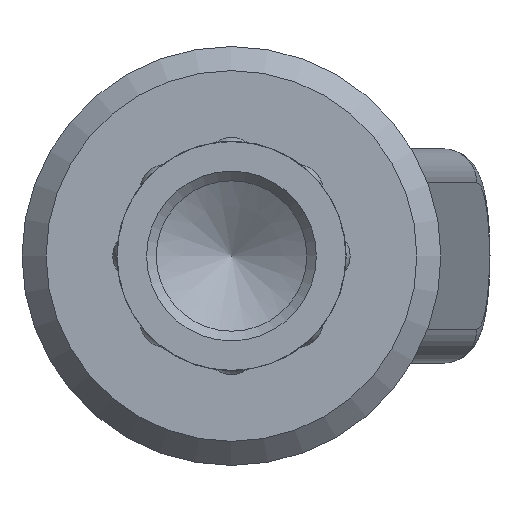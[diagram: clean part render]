
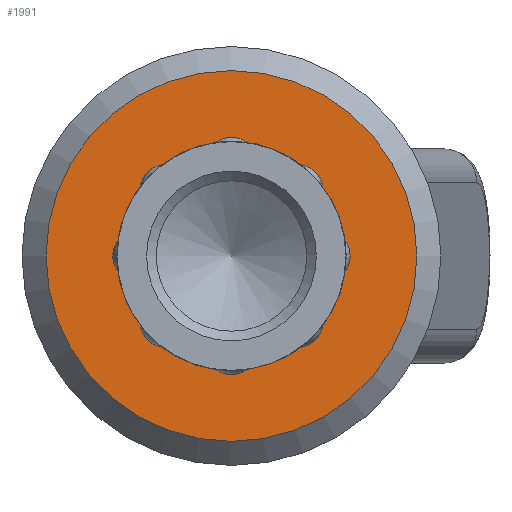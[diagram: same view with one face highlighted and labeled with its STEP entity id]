
A CAD part, left-side view. The second image highlights one B-rep face of the part: STEP entity #1991.
In plain terms, the highlighted planar face has unit normal (-1, 0, 0).
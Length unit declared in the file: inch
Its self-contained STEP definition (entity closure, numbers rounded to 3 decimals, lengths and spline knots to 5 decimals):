
#389=PLANE('',#2187);
#474=FACE_BOUND('',#731,.T.);
#580=FACE_OUTER_BOUND('',#730,.T.);
#730=EDGE_LOOP('',(#1682));
#731=EDGE_LOOP('',(#1683,#1684,#1685,#1686,#1687,#1688,#1689,#1690,#1691,
#1692,#1693,#1694,#1695,#1696,#1697,#1698));
#901=CIRCLE('',#2186,0.10648);
#902=CIRCLE('',#2188,0.77);
#903=CIRCLE('',#2189,0.475);
#904=CIRCLE('',#2190,0.10648);
#905=CIRCLE('',#2191,0.475);
#906=CIRCLE('',#2192,0.10648);
#907=CIRCLE('',#2193,0.475);
#908=CIRCLE('',#2194,0.10648);
#909=CIRCLE('',#2195,0.475);
#910=CIRCLE('',#2196,0.10648);
#911=CIRCLE('',#2197,0.475);
#912=CIRCLE('',#2198,0.10648);
#913=CIRCLE('',#2199,0.475);
#914=CIRCLE('',#2200,0.10648);
#915=CIRCLE('',#2201,0.475);
#916=CIRCLE('',#2202,0.10648);
#917=CIRCLE('',#2203,0.475);
#1060=VERTEX_POINT('',#3337);
#1061=VERTEX_POINT('',#3338);
#1062=VERTEX_POINT('',#3355);
#1063=VERTEX_POINT('',#3357);
#1064=VERTEX_POINT('',#3359);
#1065=VERTEX_POINT('',#3361);
#1066=VERTEX_POINT('',#3363);
#1067=VERTEX_POINT('',#3365);
#1068=VERTEX_POINT('',#3367);
#1069=VERTEX_POINT('',#3369);
#1070=VERTEX_POINT('',#3371);
#1071=VERTEX_POINT('',#3373);
#1072=VERTEX_POINT('',#3375);
#1073=VERTEX_POINT('',#3377);
#1074=VERTEX_POINT('',#3379);
#1075=VERTEX_POINT('',#3381);
#1076=VERTEX_POINT('',#3383);
#1290=EDGE_CURVE('',#1061,#1060,#901,.T.);
#1291=EDGE_CURVE('',#1062,#1062,#902,.T.);
#1292=EDGE_CURVE('',#1063,#1060,#903,.T.);
#1293=EDGE_CURVE('',#1063,#1064,#904,.T.);
#1294=EDGE_CURVE('',#1065,#1064,#905,.T.);
#1295=EDGE_CURVE('',#1065,#1066,#906,.T.);
#1296=EDGE_CURVE('',#1067,#1066,#907,.T.);
#1297=EDGE_CURVE('',#1067,#1068,#908,.T.);
#1298=EDGE_CURVE('',#1069,#1068,#909,.T.);
#1299=EDGE_CURVE('',#1069,#1070,#910,.T.);
#1300=EDGE_CURVE('',#1071,#1070,#911,.T.);
#1301=EDGE_CURVE('',#1071,#1072,#912,.T.);
#1302=EDGE_CURVE('',#1073,#1072,#913,.T.);
#1303=EDGE_CURVE('',#1073,#1074,#914,.T.);
#1304=EDGE_CURVE('',#1075,#1074,#915,.T.);
#1305=EDGE_CURVE('',#1075,#1076,#916,.T.);
#1306=EDGE_CURVE('',#1061,#1076,#917,.T.);
#1682=ORIENTED_EDGE('',*,*,#1291,.F.);
#1683=ORIENTED_EDGE('',*,*,#1290,.T.);
#1684=ORIENTED_EDGE('',*,*,#1292,.F.);
#1685=ORIENTED_EDGE('',*,*,#1293,.T.);
#1686=ORIENTED_EDGE('',*,*,#1294,.F.);
#1687=ORIENTED_EDGE('',*,*,#1295,.T.);
#1688=ORIENTED_EDGE('',*,*,#1296,.F.);
#1689=ORIENTED_EDGE('',*,*,#1297,.T.);
#1690=ORIENTED_EDGE('',*,*,#1298,.F.);
#1691=ORIENTED_EDGE('',*,*,#1299,.T.);
#1692=ORIENTED_EDGE('',*,*,#1300,.F.);
#1693=ORIENTED_EDGE('',*,*,#1301,.T.);
#1694=ORIENTED_EDGE('',*,*,#1302,.F.);
#1695=ORIENTED_EDGE('',*,*,#1303,.T.);
#1696=ORIENTED_EDGE('',*,*,#1304,.F.);
#1697=ORIENTED_EDGE('',*,*,#1305,.T.);
#1698=ORIENTED_EDGE('',*,*,#1306,.F.);
#1991=ADVANCED_FACE('',(#580,#474),#389,.T.);
#2186=AXIS2_PLACEMENT_3D('',#3353,#2642,#2643);
#2187=AXIS2_PLACEMENT_3D('',#3354,#2644,#2645);
#2188=AXIS2_PLACEMENT_3D('',#3356,#2646,#2647);
#2189=AXIS2_PLACEMENT_3D('',#3358,#2648,#2649);
#2190=AXIS2_PLACEMENT_3D('',#3360,#2650,#2651);
#2191=AXIS2_PLACEMENT_3D('',#3362,#2652,#2653);
#2192=AXIS2_PLACEMENT_3D('',#3364,#2654,#2655);
#2193=AXIS2_PLACEMENT_3D('',#3366,#2656,#2657);
#2194=AXIS2_PLACEMENT_3D('',#3368,#2658,#2659);
#2195=AXIS2_PLACEMENT_3D('',#3370,#2660,#2661);
#2196=AXIS2_PLACEMENT_3D('',#3372,#2662,#2663);
#2197=AXIS2_PLACEMENT_3D('',#3374,#2664,#2665);
#2198=AXIS2_PLACEMENT_3D('',#3376,#2666,#2667);
#2199=AXIS2_PLACEMENT_3D('',#3378,#2668,#2669);
#2200=AXIS2_PLACEMENT_3D('',#3380,#2670,#2671);
#2201=AXIS2_PLACEMENT_3D('',#3382,#2672,#2673);
#2202=AXIS2_PLACEMENT_3D('',#3384,#2674,#2675);
#2203=AXIS2_PLACEMENT_3D('',#3385,#2676,#2677);
#2642=DIRECTION('center_axis',(1.,0.,0.));
#2643=DIRECTION('ref_axis',(0.,0.,-1.));
#2644=DIRECTION('center_axis',(-1.,0.,0.));
#2645=DIRECTION('ref_axis',(0.,0.,-1.));
#2646=DIRECTION('center_axis',(1.,0.,0.));
#2647=DIRECTION('ref_axis',(0.,-1.,0.));
#2648=DIRECTION('center_axis',(-1.,0.,0.));
#2649=DIRECTION('ref_axis',(0.,-1.,0.));
#2650=DIRECTION('center_axis',(1.,0.,0.));
#2651=DIRECTION('ref_axis',(0.,0.,-1.));
#2652=DIRECTION('center_axis',(-1.,0.,0.));
#2653=DIRECTION('ref_axis',(0.,-1.,0.));
#2654=DIRECTION('center_axis',(1.,0.,0.));
#2655=DIRECTION('ref_axis',(0.,0.,-1.));
#2656=DIRECTION('center_axis',(-1.,0.,0.));
#2657=DIRECTION('ref_axis',(0.,-1.,0.));
#2658=DIRECTION('center_axis',(1.,0.,0.));
#2659=DIRECTION('ref_axis',(0.,0.,-1.));
#2660=DIRECTION('center_axis',(-1.,0.,0.));
#2661=DIRECTION('ref_axis',(0.,-1.,0.));
#2662=DIRECTION('center_axis',(1.,0.,0.));
#2663=DIRECTION('ref_axis',(0.,0.,-1.));
#2664=DIRECTION('center_axis',(-1.,0.,0.));
#2665=DIRECTION('ref_axis',(0.,-1.,0.));
#2666=DIRECTION('center_axis',(1.,0.,0.));
#2667=DIRECTION('ref_axis',(0.,0.,-1.));
#2668=DIRECTION('center_axis',(-1.,0.,0.));
#2669=DIRECTION('ref_axis',(0.,-1.,0.));
#2670=DIRECTION('center_axis',(1.,0.,0.));
#2671=DIRECTION('ref_axis',(0.,0.,-1.));
#2672=DIRECTION('center_axis',(-1.,0.,0.));
#2673=DIRECTION('ref_axis',(0.,-1.,0.));
#2674=DIRECTION('center_axis',(1.,0.,0.));
#2675=DIRECTION('ref_axis',(0.,0.,-1.));
#2676=DIRECTION('center_axis',(-1.,0.,0.));
#2677=DIRECTION('ref_axis',(0.,-1.,0.));
#3337=CARTESIAN_POINT('',(0.2517,-0.37897,0.28637));
#3338=CARTESIAN_POINT('',(0.2517,-0.28637,0.37897));
#3353=CARTESIAN_POINT('Origin',(0.2517,-0.2733,0.2733));
#3354=CARTESIAN_POINT('Origin',(0.2517,-0.385,0.));
#3355=CARTESIAN_POINT('',(0.2517,-0.77,0.));
#3356=CARTESIAN_POINT('Origin',(0.2517,0.,0.));
#3357=CARTESIAN_POINT('',(0.2517,-0.47046,0.06548));
#3358=CARTESIAN_POINT('Origin',(0.2517,0.,0.));
#3359=CARTESIAN_POINT('',(0.2517,-0.47046,-0.06548));
#3360=CARTESIAN_POINT('Origin',(0.2517,-0.3865,0.));
#3361=CARTESIAN_POINT('',(0.2517,-0.37897,-0.28637));
#3362=CARTESIAN_POINT('Origin',(0.2517,0.,0.));
#3363=CARTESIAN_POINT('',(0.2517,-0.28637,-0.37897));
#3364=CARTESIAN_POINT('Origin',(0.2517,-0.2733,-0.2733));
#3365=CARTESIAN_POINT('',(0.2517,-0.06548,-0.47046));
#3366=CARTESIAN_POINT('Origin',(0.2517,0.,0.));
#3367=CARTESIAN_POINT('',(0.2517,0.06548,-0.47046));
#3368=CARTESIAN_POINT('Origin',(0.2517,0.,
-0.3865));
#3369=CARTESIAN_POINT('',(0.2517,0.28637,-0.37897));
#3370=CARTESIAN_POINT('Origin',(0.2517,0.,0.));
#3371=CARTESIAN_POINT('',(0.2517,0.37897,-0.28637));
#3372=CARTESIAN_POINT('Origin',(0.2517,0.2733,-0.2733));
#3373=CARTESIAN_POINT('',(0.2517,0.47046,-0.06548));
#3374=CARTESIAN_POINT('Origin',(0.2517,0.,0.));
#3375=CARTESIAN_POINT('',(0.2517,0.47046,0.06548));
#3376=CARTESIAN_POINT('Origin',(0.2517,0.3865,0.));
#3377=CARTESIAN_POINT('',(0.2517,0.37897,0.28637));
#3378=CARTESIAN_POINT('Origin',(0.2517,0.,0.));
#3379=CARTESIAN_POINT('',(0.2517,0.28637,0.37897));
#3380=CARTESIAN_POINT('Origin',(0.2517,0.2733,0.2733));
#3381=CARTESIAN_POINT('',(0.2517,0.06548,0.47046));
#3382=CARTESIAN_POINT('Origin',(0.2517,0.,0.));
#3383=CARTESIAN_POINT('',(0.2517,-0.06548,0.47046));
#3384=CARTESIAN_POINT('Origin',(0.2517,0.,0.3865));
#3385=CARTESIAN_POINT('Origin',(0.2517,0.,0.));
